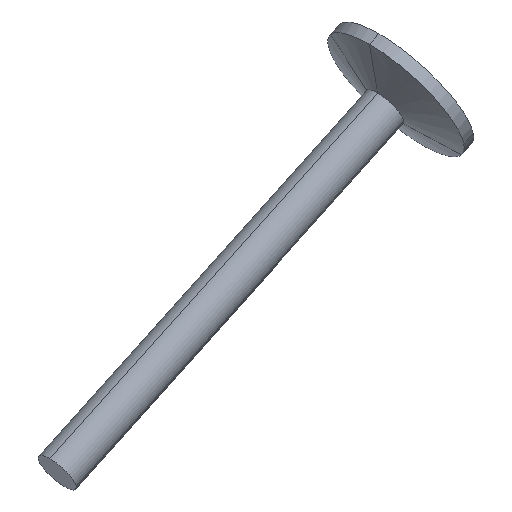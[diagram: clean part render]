
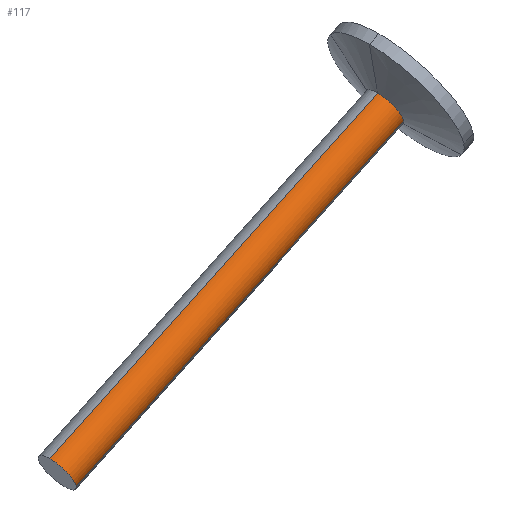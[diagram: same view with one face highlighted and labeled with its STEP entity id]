
A CAD part, isometric view. The second image highlights one B-rep face of the part: STEP entity #117.
In plain terms, the highlighted cylindrical face has radius 5 mm (diameter 10 mm), a partial arc.
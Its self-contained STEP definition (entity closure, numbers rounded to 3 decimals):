
#1=CARTESIAN_POINT('POINT1',(-340.537,
   0.,-90.825));
#2=VERTEX_POINT('VERTEX1',#1);
#11=CARTESIAN_POINT('POINT3',(-337.813,
   -4.786,-96.669));
#12=VERTEX_POINT('VERTEX3',#11);
#23=(BOUNDED_CURVE() B_SPLINE_CURVE(2,(#24,#25,#26),.UNSPECIFIED.,.F.,
   .F.) B_SPLINE_CURVE_WITH_KNOTS((3,3),(0.708,1.)
   ,.UNSPECIFIED.) CURVE() GEOMETRIC_REPRESENTATION_ITEM() 
   RATIONAL_B_SPLINE_CURVE((0.891,0.563,
   1.)) REPRESENTATION_ITEM('SPLINE_CRV3'));
#24=CARTESIAN_POINT('',(-337.813,-4.786,
   -96.669));
#25=CARTESIAN_POINT('',(-340.537,-6.736,
   -90.825));
#26=CARTESIAN_POINT('',(-340.537,0.,
   -90.825));
#27=EDGE_CURVE('EDGE3',#12,#2,#23,.T.);
#46=CARTESIAN_POINT('POINT5',(-246.72,
   0.,-47.077));
#47=VERTEX_POINT('VERTEX5',#46);
#48=B_SPLINE_CURVE_WITH_KNOTS('SPLINE_CRV4',1,(#49,#50),.UNSPECIFIED.,
   .F.,.F.,(2,2),(0.,1.),.UNSPECIFIED.);
#49=CARTESIAN_POINT('',(-340.537,0.,
   -90.825));
#50=CARTESIAN_POINT('',(-246.72,0.,
   -47.077));
#51=EDGE_CURVE('EDGE5',#2,#47,#48,.T.);
#69=CARTESIAN_POINT('POS3',(-263.37,
   0.,-60.359));
#70=DIRECTION('DIR4',(-0.906,0.,
   -0.423));
#71=DIRECTION('DIR5',(-0.122,0.957,
   0.262));
#72=AXIS2_PLACEMENT_3D('AXIS2',#69,#70,#71);
#73=CYLINDRICAL_SURFACE('CONE_SURF1',#72,5.);
#86=CARTESIAN_POINT('POINT8',(-243.995,
   -4.786,-52.921));
#87=VERTEX_POINT('VERTEX8',#86);
#96=CARTESIAN_POINT('POS4',(-262.758,
   -4.786,-61.67));
#97=DIRECTION('DIR6',(0.906,0.,
   0.423));
#98=VECTOR('VEC2',#97,1.);
#99=LINE('STRAIGHT2',#96,#98);
#100=EDGE_CURVE('EDGE10',#12,#87,#99,.T.);
#106=ORIENTED_EDGE('COEDGE14',*,*,#100,.T.);
#107=(BOUNDED_CURVE() B_SPLINE_CURVE(2,(#108,#109,#110),.UNSPECIFIED.,
   .F.,.F.) B_SPLINE_CURVE_WITH_KNOTS((3,3),(0.708,
   1.),.UNSPECIFIED.) CURVE() GEOMETRIC_REPRESENTATION_ITEM() 
   RATIONAL_B_SPLINE_CURVE((0.891,0.563,
   1.)) REPRESENTATION_ITEM('SPLINE_CRV9'));
#108=CARTESIAN_POINT('',(-243.995,-4.786,
   -52.921));
#109=CARTESIAN_POINT('',(-246.72,-6.736,
   -47.077));
#110=CARTESIAN_POINT('',(-246.72,0.,
   -47.077));
#111=EDGE_CURVE('EDGE11',#87,#47,#107,.T.);
#112=ORIENTED_EDGE('COEDGE15',*,*,#111,.T.);
#113=ORIENTED_EDGE('COEDGE16',*,*,#51,.F.);
#114=ORIENTED_EDGE('COEDGE17',*,*,#27,.F.);
#115=EDGE_LOOP('NONE',(#106,#112,#113,#114));
#116=FACE_BOUND('LOOP1',#115,.T.);
#117=ADVANCED_FACE('FACE4',(#116),#73,.T.);
